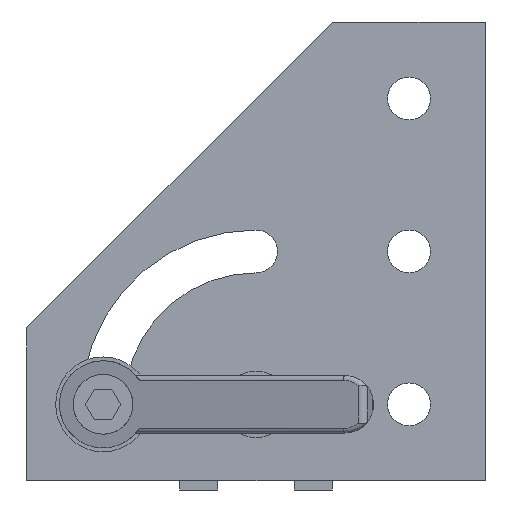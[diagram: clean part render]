
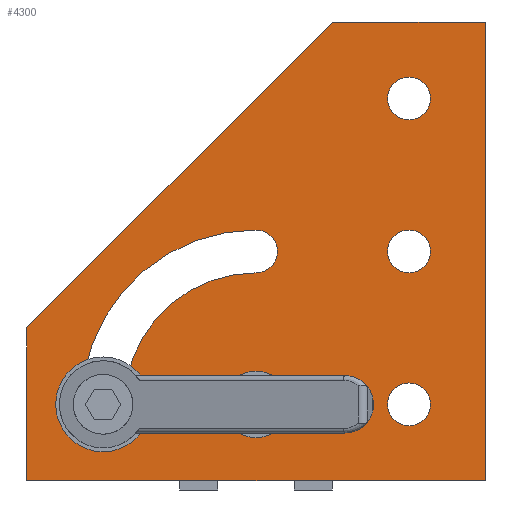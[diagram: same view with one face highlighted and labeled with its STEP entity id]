
A CAD part, left-side view. The second image highlights one B-rep face of the part: STEP entity #4300.
In plain terms, the highlighted planar face has unit normal (-1, 0, 0).
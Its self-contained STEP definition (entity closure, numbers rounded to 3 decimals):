
#3677=CARTESIAN_POINT('',(-0.658,-0.86,0.5));
#3678=VERTEX_POINT('',#3677);
#3687=CARTESIAN_POINT('',(-0.658,-1.14,0.5));
#3688=VERTEX_POINT('',#3687);
#3689=CARTESIAN_POINT('',(-0.658,-1.,0.5));
#3690=DIRECTION('',(1.0,0.0,0.0));
#3691=DIRECTION('',(0.0,1.0,0.0));
#3692=AXIS2_PLACEMENT_3D('',#3689,#3690,#3691);
#3693=CIRCLE('',#3692,0.14);
#3694=EDGE_CURVE('',#3688,#3678,#3693,.T.);
#3719=CARTESIAN_POINT('',(-0.658,-0.86,1.5));
#3720=VERTEX_POINT('',#3719);
#3729=CARTESIAN_POINT('',(-0.658,-1.14,1.5));
#3730=VERTEX_POINT('',#3729);
#3731=CARTESIAN_POINT('',(-0.658,-1.,1.5));
#3732=DIRECTION('',(1.0,0.0,0.0));
#3733=DIRECTION('',(0.0,1.0,0.0));
#3734=AXIS2_PLACEMENT_3D('',#3731,#3732,#3733);
#3735=CIRCLE('',#3734,0.14);
#3736=EDGE_CURVE('',#3730,#3720,#3735,.T.);
#3761=CARTESIAN_POINT('',(-0.658,-0.86,2.5));
#3762=VERTEX_POINT('',#3761);
#3771=CARTESIAN_POINT('',(-0.658,-1.14,2.5));
#3772=VERTEX_POINT('',#3771);
#3773=CARTESIAN_POINT('',(-0.658,-1.,2.5));
#3774=DIRECTION('',(1.0,0.0,0.0));
#3775=DIRECTION('',(0.0,1.0,0.0));
#3776=AXIS2_PLACEMENT_3D('',#3773,#3774,#3775);
#3777=CIRCLE('',#3776,0.14);
#3778=EDGE_CURVE('',#3772,#3762,#3777,.T.);
#3803=CARTESIAN_POINT('',(-0.658,0.218,0.5));
#3804=VERTEX_POINT('',#3803);
#3813=CARTESIAN_POINT('',(-0.658,-0.218,0.5));
#3814=VERTEX_POINT('',#3813);
#3815=CARTESIAN_POINT('',(-0.658,0.,0.5));
#3816=DIRECTION('',(1.0,0.0,0.0));
#3817=DIRECTION('',(0.0,1.0,0.0));
#3818=AXIS2_PLACEMENT_3D('',#3815,#3816,#3817);
#3819=CIRCLE('',#3818,0.218);
#3820=EDGE_CURVE('',#3814,#3804,#3819,.T.);
#3854=CARTESIAN_POINT('',(-0.658,0.,0.5));
#3855=DIRECTION('',(1.0,0.0,0.0));
#3856=DIRECTION('',(0.0,1.0,0.0));
#3857=AXIS2_PLACEMENT_3D('',#3854,#3855,#3856);
#3858=CIRCLE('',#3857,0.218);
#3859=EDGE_CURVE('',#3804,#3814,#3858,.T.);
#3880=CARTESIAN_POINT('',(-0.658,0.86,0.5));
#3881=VERTEX_POINT('',#3880);
#3888=CARTESIAN_POINT('',(-0.658,0.,1.36));
#3889=VERTEX_POINT('',#3888);
#3890=CARTESIAN_POINT('',(-0.658,0.,0.5));
#3891=DIRECTION('',(-1.0,0.,0.));
#3892=DIRECTION('',(0.,0.707,0.707));
#3893=AXIS2_PLACEMENT_3D('',#3890,#3891,#3892);
#3894=CIRCLE('',#3893,0.86);
#3895=EDGE_CURVE('',#3889,#3881,#3894,.T.);
#3921=CARTESIAN_POINT('',(-0.658,0.,1.64));
#3922=VERTEX_POINT('',#3921);
#3923=CARTESIAN_POINT('',(-0.658,0.,1.5));
#3924=DIRECTION('',(1.0,0.0,0.0));
#3925=DIRECTION('',(0.0,-1.0,0.0));
#3926=AXIS2_PLACEMENT_3D('',#3923,#3924,#3925);
#3927=CIRCLE('',#3926,0.14);
#3928=EDGE_CURVE('',#3922,#3889,#3927,.T.);
#3954=CARTESIAN_POINT('',(-0.658,1.14,0.5));
#3955=VERTEX_POINT('',#3954);
#3956=CARTESIAN_POINT('',(-0.658,0.,0.5));
#3957=DIRECTION('',(1.0,0.,0.));
#3958=DIRECTION('',(0.,0.707,0.707));
#3959=AXIS2_PLACEMENT_3D('',#3956,#3957,#3958);
#3960=CIRCLE('',#3959,1.14);
#3961=EDGE_CURVE('',#3955,#3922,#3960,.T.);
#3985=CARTESIAN_POINT('',(-0.658,1.,0.5));
#3986=DIRECTION('',(1.0,0.0,0.0));
#3987=DIRECTION('',(0.0,0.0,-1.0));
#3988=AXIS2_PLACEMENT_3D('',#3985,#3986,#3987);
#3989=CIRCLE('',#3988,0.14);
#3990=EDGE_CURVE('',#3881,#3955,#3989,.T.);
#4010=CARTESIAN_POINT('',(-0.658,-1.,2.5));
#4011=DIRECTION('',(1.0,0.0,0.0));
#4012=DIRECTION('',(0.0,1.0,0.0));
#4013=AXIS2_PLACEMENT_3D('',#4010,#4011,#4012);
#4014=CIRCLE('',#4013,0.14);
#4015=EDGE_CURVE('',#3762,#3772,#4014,.T.);
#4034=CARTESIAN_POINT('',(-0.658,-1.,1.5));
#4035=DIRECTION('',(1.0,0.0,0.0));
#4036=DIRECTION('',(0.0,1.0,0.0));
#4037=AXIS2_PLACEMENT_3D('',#4034,#4035,#4036);
#4038=CIRCLE('',#4037,0.14);
#4039=EDGE_CURVE('',#3720,#3730,#4038,.T.);
#4058=CARTESIAN_POINT('',(-0.658,-1.,0.5));
#4059=DIRECTION('',(1.0,0.0,0.0));
#4060=DIRECTION('',(0.0,1.0,0.0));
#4061=AXIS2_PLACEMENT_3D('',#4058,#4059,#4060);
#4062=CIRCLE('',#4061,0.14);
#4063=EDGE_CURVE('',#3678,#3688,#4062,.T.);
#4073=CARTESIAN_POINT('',(-0.658,1.5,1.));
#4074=VERTEX_POINT('',#4073);
#4075=CARTESIAN_POINT('',(-0.658,-0.5,3.0));
#4076=VERTEX_POINT('',#4075);
#4077=CARTESIAN_POINT('',(-0.658,1.5,1.));
#4078=DIRECTION('',(0.,-0.707,0.707));
#4079=VECTOR('',#4078,2.828);
#4080=LINE('',#4077,#4079);
#4081=EDGE_CURVE('',#4074,#4076,#4080,.T.);
#4122=CARTESIAN_POINT('',(-0.658,1.5,0.));
#4123=VERTEX_POINT('',#4122);
#4130=CARTESIAN_POINT('',(-0.658,1.5,1.));
#4131=DIRECTION('',(0.0,0.0,-1.0));
#4132=VECTOR('',#4131,1.0);
#4133=LINE('',#4130,#4132);
#4134=EDGE_CURVE('',#4074,#4123,#4133,.T.);
#4247=CARTESIAN_POINT('',(-0.658,1.5,3.));
#4248=DIRECTION('',(-1.0,0.0,0.0));
#4249=DIRECTION('',(0.0,0.0,1.0));
#4250=AXIS2_PLACEMENT_3D('',#4247,#4248,#4249);
#4251=PLANE('',#4250);
#4252=ORIENTED_EDGE('',*,*,#4081,.F.);
#4253=ORIENTED_EDGE('',*,*,#4134,.T.);
#4254=CARTESIAN_POINT('',(-0.658,-1.5,0.));
#4255=VERTEX_POINT('',#4254);
#4256=CARTESIAN_POINT('',(-0.658,1.5,0.));
#4257=DIRECTION('',(0.0,-1.0,0.0));
#4258=VECTOR('',#4257,3.);
#4259=LINE('',#4256,#4258);
#4260=EDGE_CURVE('',#4123,#4255,#4259,.T.);
#4261=ORIENTED_EDGE('',*,*,#4260,.T.);
#4262=CARTESIAN_POINT('',(-0.658,-1.5,3.0));
#4263=VERTEX_POINT('',#4262);
#4264=CARTESIAN_POINT('',(-0.658,-1.5,3.0));
#4265=DIRECTION('',(0.0,0.0,-1.0));
#4266=VECTOR('',#4265,3.0);
#4267=LINE('',#4264,#4266);
#4268=EDGE_CURVE('',#4263,#4255,#4267,.T.);
#4269=ORIENTED_EDGE('',*,*,#4268,.F.);
#4270=CARTESIAN_POINT('',(-0.658,-1.5,3.0));
#4271=DIRECTION('',(0.0,1.0,0.0));
#4272=VECTOR('',#4271,1.);
#4273=LINE('',#4270,#4272);
#4274=EDGE_CURVE('',#4263,#4076,#4273,.T.);
#4275=ORIENTED_EDGE('',*,*,#4274,.T.);
#4276=EDGE_LOOP('',(#4252,#4253,#4261,#4269,#4275));
#4277=FACE_OUTER_BOUND('',#4276,.T.);
#4278=ORIENTED_EDGE('',*,*,#3859,.T.);
#4279=ORIENTED_EDGE('',*,*,#3820,.T.);
#4280=EDGE_LOOP('',(#4278,#4279));
#4281=FACE_BOUND('',#4280,.T.);
#4282=ORIENTED_EDGE('',*,*,#3895,.T.);
#4283=ORIENTED_EDGE('',*,*,#3990,.T.);
#4284=ORIENTED_EDGE('',*,*,#3961,.T.);
#4285=ORIENTED_EDGE('',*,*,#3928,.T.);
#4286=EDGE_LOOP('',(#4282,#4283,#4284,#4285));
#4287=FACE_BOUND('',#4286,.T.);
#4288=ORIENTED_EDGE('',*,*,#4015,.T.);
#4289=ORIENTED_EDGE('',*,*,#3778,.T.);
#4290=EDGE_LOOP('',(#4288,#4289));
#4291=FACE_BOUND('',#4290,.T.);
#4292=ORIENTED_EDGE('',*,*,#4039,.T.);
#4293=ORIENTED_EDGE('',*,*,#3736,.T.);
#4294=EDGE_LOOP('',(#4292,#4293));
#4295=FACE_BOUND('',#4294,.T.);
#4296=ORIENTED_EDGE('',*,*,#4063,.T.);
#4297=ORIENTED_EDGE('',*,*,#3694,.T.);
#4298=EDGE_LOOP('',(#4296,#4297));
#4299=FACE_BOUND('',#4298,.T.);
#4300=ADVANCED_FACE('',(#4277,#4281,#4287,#4291,#4295,#4299),#4251,.T.);
